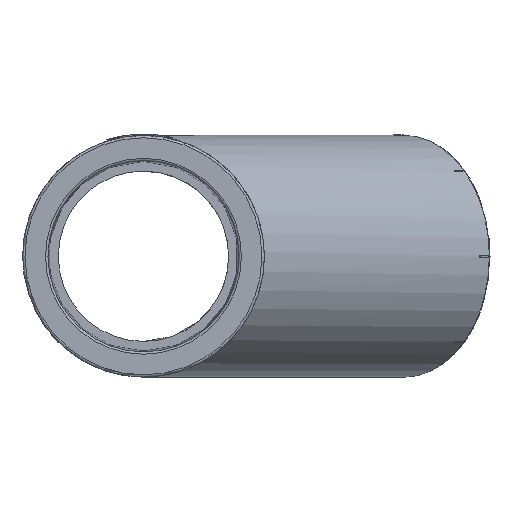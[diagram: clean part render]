
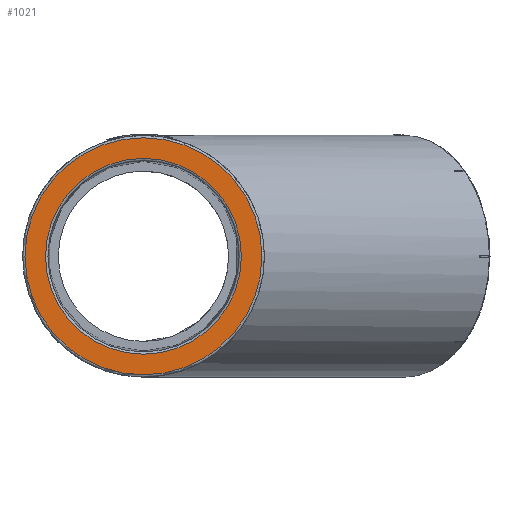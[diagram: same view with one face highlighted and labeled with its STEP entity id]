
A CAD part, front view. The second image highlights one B-rep face of the part: STEP entity #1021.
In plain terms, the highlighted planar face has unit normal (0, -1, 0).
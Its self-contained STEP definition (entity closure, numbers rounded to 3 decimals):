
#200=FACE_BOUND('',#1706,.T.);
#201=FACE_BOUND('',#1707,.T.);
#808=CIRCLE('',#5495,20.696);
#809=CIRCLE('',#5497,25.05);
#1021=ADVANCED_FACE('',(#200,#201),#1241,.T.);
#1241=PLANE('',#5498);
#1706=EDGE_LOOP('',(#2748));
#1707=EDGE_LOOP('',(#2749));
#2748=ORIENTED_EDGE('',*,*,#4449,.T.);
#2749=ORIENTED_EDGE('',*,*,#4448,.F.);
#3786=VERTEX_POINT('',#11370);
#3787=VERTEX_POINT('',#11373);
#4448=EDGE_CURVE('',#3786,#3786,#808,.T.);
#4449=EDGE_CURVE('',#3787,#3787,#809,.T.);
#5495=AXIS2_PLACEMENT_3D('',#11369,#6414,#6415);
#5497=AXIS2_PLACEMENT_3D('',#11372,#6418,#6419);
#5498=AXIS2_PLACEMENT_3D('',#11374,#6420,#6421);
#6414=DIRECTION('',(0.,-1.,0.));
#6415=DIRECTION('',(0.,0.,-1.));
#6418=DIRECTION('',(0.,-1.,0.));
#6419=DIRECTION('',(0.,0.,-1.));
#6420=DIRECTION('',(0.,-1.,0.));
#6421=DIRECTION('',(0.,0.,-1.));
#11369=CARTESIAN_POINT('',(1798.798,911.158,0.));
#11370=CARTESIAN_POINT('',(1798.798,911.158,-20.696));
#11372=CARTESIAN_POINT('',(1798.798,911.158,0.));
#11373=CARTESIAN_POINT('',(1798.798,911.158,-25.05));
#11374=CARTESIAN_POINT('',(1778.101,911.158,0.));
